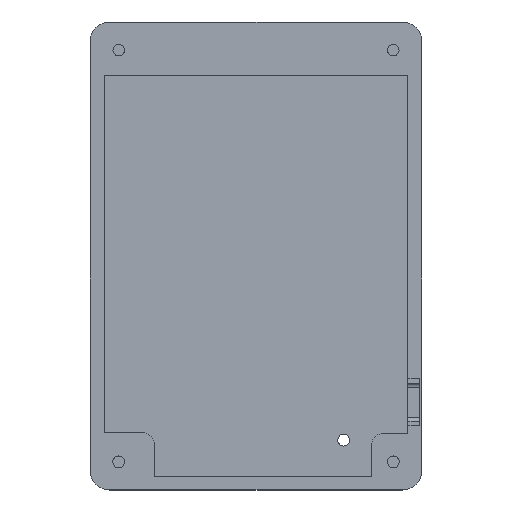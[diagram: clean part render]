
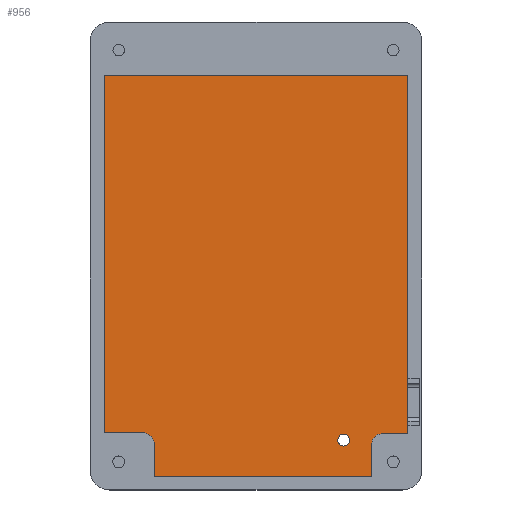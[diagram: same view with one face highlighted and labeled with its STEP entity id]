
A CAD part, top view. The second image highlights one B-rep face of the part: STEP entity #956.
In plain terms, the highlighted planar face has unit normal (0, 0, 1).
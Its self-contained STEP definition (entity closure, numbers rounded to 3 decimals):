
#24=FACE_BOUND('',#127,.T.);
#29=PLANE('',#1026);
#64=FACE_OUTER_BOUND('',#126,.T.);
#126=EDGE_LOOP('',(#686,#687,#688,#689,#690,#691,#692,#693,#694,#695));
#127=EDGE_LOOP('',(#696));
#201=LINE('',#1476,#298);
#203=LINE('',#1480,#300);
#204=LINE('',#1482,#301);
#205=LINE('',#1484,#302);
#206=LINE('',#1486,#303);
#207=LINE('',#1488,#304);
#208=LINE('',#1492,#305);
#209=LINE('',#1493,#306);
#298=VECTOR('',#1161,10.);
#300=VECTOR('',#1165,10.);
#301=VECTOR('',#1166,10.);
#302=VECTOR('',#1167,10.);
#303=VECTOR('',#1168,10.);
#304=VECTOR('',#1169,10.);
#305=VECTOR('',#1172,10.);
#306=VECTOR('',#1173,10.);
#378=CIRCLE('',#1014,3.);
#388=CIRCLE('',#1027,3.);
#389=CIRCLE('',#1028,1.5);
#423=VERTEX_POINT('',#1419);
#424=VERTEX_POINT('',#1421);
#449=VERTEX_POINT('',#1475);
#450=VERTEX_POINT('',#1479);
#451=VERTEX_POINT('',#1481);
#452=VERTEX_POINT('',#1483);
#453=VERTEX_POINT('',#1485);
#454=VERTEX_POINT('',#1487);
#455=VERTEX_POINT('',#1489);
#456=VERTEX_POINT('',#1491);
#457=VERTEX_POINT('',#1494);
#513=EDGE_CURVE('',#423,#424,#378,.F.);
#540=EDGE_CURVE('',#449,#424,#201,.F.);
#542=EDGE_CURVE('',#423,#450,#203,.F.);
#543=EDGE_CURVE('',#450,#451,#204,.T.);
#544=EDGE_CURVE('',#451,#452,#205,.F.);
#545=EDGE_CURVE('',#452,#453,#206,.T.);
#546=EDGE_CURVE('',#453,#454,#207,.F.);
#547=EDGE_CURVE('',#455,#454,#388,.F.);
#548=EDGE_CURVE('',#455,#456,#208,.F.);
#549=EDGE_CURVE('',#456,#449,#209,.T.);
#550=EDGE_CURVE('',#457,#457,#389,.T.);
#686=ORIENTED_EDGE('',*,*,#540,.T.);
#687=ORIENTED_EDGE('',*,*,#513,.F.);
#688=ORIENTED_EDGE('',*,*,#542,.T.);
#689=ORIENTED_EDGE('',*,*,#543,.T.);
#690=ORIENTED_EDGE('',*,*,#544,.T.);
#691=ORIENTED_EDGE('',*,*,#545,.T.);
#692=ORIENTED_EDGE('',*,*,#546,.T.);
#693=ORIENTED_EDGE('',*,*,#547,.F.);
#694=ORIENTED_EDGE('',*,*,#548,.T.);
#695=ORIENTED_EDGE('',*,*,#549,.T.);
#696=ORIENTED_EDGE('',*,*,#550,.T.);
#956=ADVANCED_FACE('',(#64,#24),#29,.F.);
#1014=AXIS2_PLACEMENT_3D('',#1422,#1120,#1121);
#1026=AXIS2_PLACEMENT_3D('',#1478,#1163,#1164);
#1027=AXIS2_PLACEMENT_3D('',#1490,#1170,#1171);
#1028=AXIS2_PLACEMENT_3D('',#1495,#1174,#1175);
#1120=DIRECTION('center_axis',(0.,0.,
-1.));
#1121=DIRECTION('ref_axis',(-0.707,0.707,0.));
#1161=DIRECTION('',(0.,-1.,0.));
#1163=DIRECTION('center_axis',(0.,0.,
-1.));
#1164=DIRECTION('ref_axis',(1.,0.,0.));
#1165=DIRECTION('',(-1.,0.,0.));
#1166=DIRECTION('',(0.,1.,0.));
#1167=DIRECTION('',(1.,0.,0.));
#1168=DIRECTION('',(0.,-1.,0.));
#1169=DIRECTION('',(-1.,0.,0.));
#1170=DIRECTION('center_axis',(0.,0.,
-1.));
#1171=DIRECTION('ref_axis',(0.707,0.707,0.));
#1172=DIRECTION('',(0.,1.,0.));
#1173=DIRECTION('',(1.,0.,0.));
#1174=DIRECTION('center_axis',(0.,0.,
-1.));
#1175=DIRECTION('ref_axis',(1.,0.,0.));
#1419=CARTESIAN_POINT('',(70.329,-90.316,-4.5));
#1421=CARTESIAN_POINT('',(67.329,-93.316,-4.5));
#1422=CARTESIAN_POINT('Origin',(70.329,-93.316,-4.5));
#1475=CARTESIAN_POINT('',(67.329,-101.238,-4.5));
#1476=CARTESIAN_POINT('',(67.329,-71.092,-4.5));
#1478=CARTESIAN_POINT('Origin',(38.1,-45.35,-4.5));
#1479=CARTESIAN_POINT('',(76.6,-90.316,-4.5));
#1480=CARTESIAN_POINT('',(57.35,-90.316,-4.5));
#1481=CARTESIAN_POINT('',(76.6,0.472,-4.5));
#1482=CARTESIAN_POINT('',(76.6,-73.294,-4.5));
#1483=CARTESIAN_POINT('',(-0.4,0.472,-4.5));
#1484=CARTESIAN_POINT('',(18.85,0.472,-4.5));
#1485=CARTESIAN_POINT('',(-0.4,-90.154,-4.5));
#1486=CARTESIAN_POINT('',(-0.4,-20.189,-4.5));
#1487=CARTESIAN_POINT('',(9.3,-90.154,-4.5));
#1488=CARTESIAN_POINT('',(21.052,-90.154,-4.5));
#1489=CARTESIAN_POINT('',(12.3,-93.154,-4.5));
#1490=CARTESIAN_POINT('Origin',(9.3,-93.154,-4.5));
#1491=CARTESIAN_POINT('',(12.3,-101.238,-4.5));
#1492=CARTESIAN_POINT('',(12.3,-73.294,-4.5));
#1493=CARTESIAN_POINT('',(18.85,-101.238,-4.5));
#1494=CARTESIAN_POINT('',(58.851,-92.001,-4.5));
#1495=CARTESIAN_POINT('Origin',(60.351,-92.001,-4.5));
